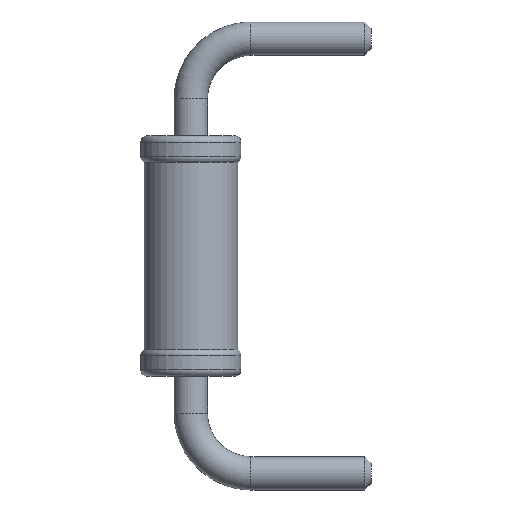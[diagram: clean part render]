
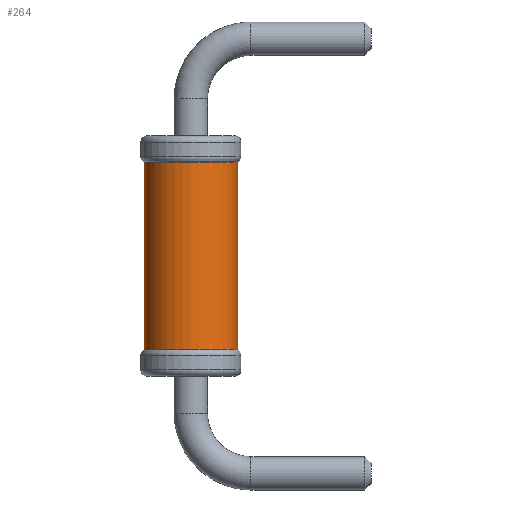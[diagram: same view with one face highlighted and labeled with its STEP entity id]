
A CAD part, left-side view. The second image highlights one B-rep face of the part: STEP entity #264.
In plain terms, the highlighted cylindrical face has radius 0.7 mm (diameter 1.4 mm), a full revolution.
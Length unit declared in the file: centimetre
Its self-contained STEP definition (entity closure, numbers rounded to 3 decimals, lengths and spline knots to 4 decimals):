
#83=CYLINDRICAL_SURFACE('',#301,0.07);
#97=VERTEX_POINT('',#343);
#98=VERTEX_POINT('',#346);
#115=CIRCLE('',#292,0.07);
#116=CIRCLE('',#294,0.07);
#133=EDGE_CURVE('',#97,#97,#115,.T.);
#134=EDGE_CURVE('',#98,#98,#116,.T.);
#172=ORIENTED_EDGE('',*,*,#133,.T.);
#173=ORIENTED_EDGE('',*,*,#134,.T.);
#208=EDGE_LOOP('',(#172));
#209=EDGE_LOOP('',(#173));
#244=FACE_BOUND('',#208,.T.);
#245=FACE_BOUND('',#209,.T.);
#264=ADVANCED_FACE('',(#244,#245),#83,.T.);
#292=AXIS2_PLACEMENT_3D('',#342,#404,#405);
#294=AXIS2_PLACEMENT_3D('',#345,#407,#408);
#301=AXIS2_PLACEMENT_3D('',#356,#419,#420);
#342=CARTESIAN_POINT('',(0.,0.09,0.14));
#343=CARTESIAN_POINT('',(0.07,0.09,0.14));
#345=CARTESIAN_POINT('',(0.,0.09,-0.14));
#346=CARTESIAN_POINT('',(0.07,0.09,-0.14));
#356=CARTESIAN_POINT('',(0.,0.09,-0.14));
#404=DIRECTION('',(0.,0.,-1.));
#405=DIRECTION('',(0.07,0.,0.));
#407=DIRECTION('',(0.,0.,1.));
#408=DIRECTION('',(0.07,0.,0.));
#419=DIRECTION('',(0.,0.,1.));
#420=DIRECTION('',(0.07,0.,0.));
